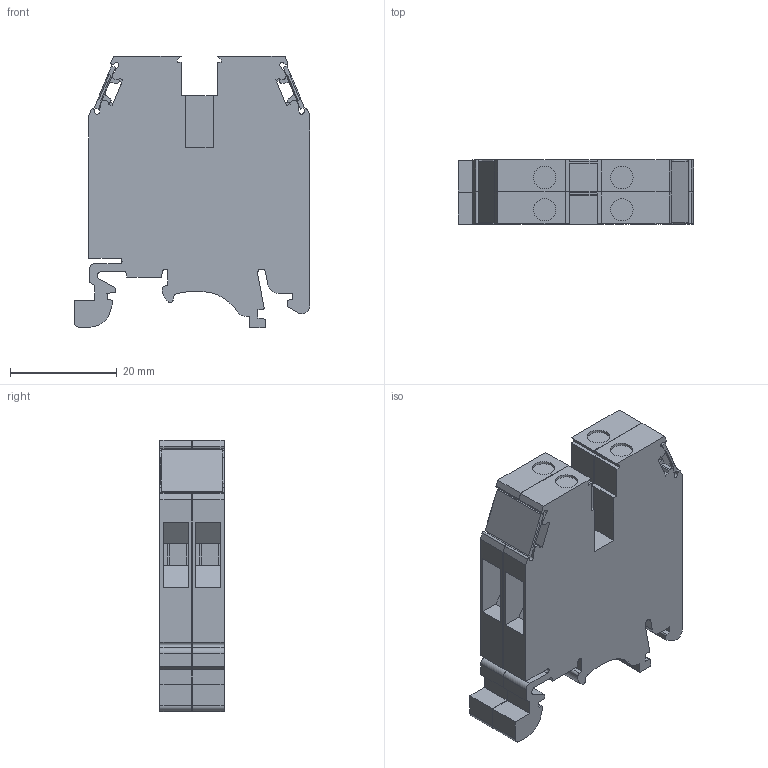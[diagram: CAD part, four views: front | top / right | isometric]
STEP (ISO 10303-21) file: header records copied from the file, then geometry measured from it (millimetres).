
FILE_DESCRIPTION(/* description */ ('Unknown'),/* implementation_level */ '2;1');
FILE_NAME(/* name */ 'KUT4NTC-K_3D_SOLID',/* time_stamp */ '2024-11-13T14:54:42+05:00',/* author */ ('Unknown'),/* organization */ ('Unknown'),/* preprocessor_version */ 'ST-DEVELOPER v16.7',/* originating_system */ 'Solid Edge',/* authorisation */ 'Unknown');
FILE_SCHEMA (('AUTOMOTIVE_DESIGN {1 0 10303 214 3 1 1}'));
Length unit declared in the file: millimetre
Products named in the file (1): KUT4NTC-K_3D_SOLID
Bounding box: 44.25 x 12.05 x 51 mm (x, y, z)
Volume: 18379.5 mm3; surface area: 12300.1 mm2
Topology: 1 solids, 1 shells, 426 faces, 1230 edges, 812 vertices
Faces by surface type: plane 322, cylinder 104
Full cylindrical faces by diameter (mm): 4.2 x4
Entity records: 16892 total; most frequent: CARTESIAN_POINT 2465, ORIENTED_EDGE 2452, DIRECTION 2304, EDGE_CURVE 1226, LINE 1002, VECTOR 1002, VERTEX_POINT 812, AXIS2_PLACEMENT_3D 651
